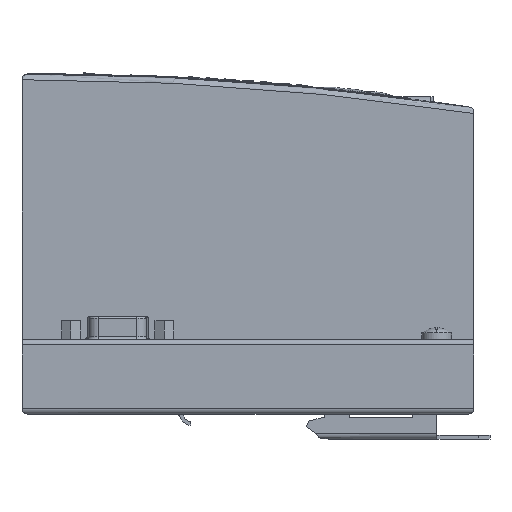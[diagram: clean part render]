
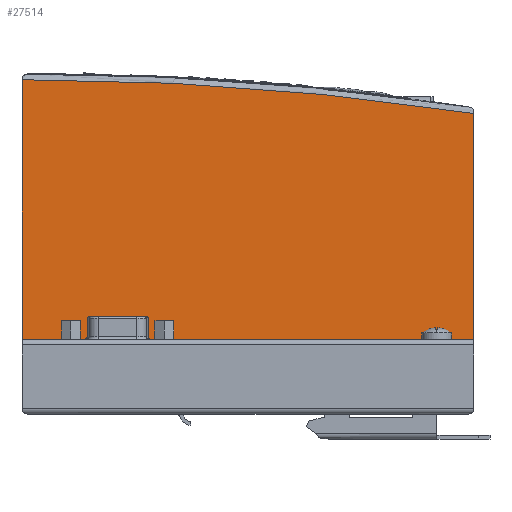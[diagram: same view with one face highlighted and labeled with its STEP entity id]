
A CAD part, left-side view. The second image highlights one B-rep face of the part: STEP entity #27514.
In plain terms, the highlighted planar face has unit normal (-1, 0, 0).
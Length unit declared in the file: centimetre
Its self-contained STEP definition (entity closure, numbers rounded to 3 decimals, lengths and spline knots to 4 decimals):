
#1242=PLANE('',#29473);
#2819=VECTOR('',#33799,1.);
#2822=VECTOR('',#33803,1.);
#2823=VECTOR('',#33806,1.);
#5629=LINE('',#41657,#2819);
#5632=LINE('',#41663,#2822);
#5633=LINE('',#41667,#2823);
#8395=VERTEX_POINT('',#41652);
#8396=VERTEX_POINT('',#41654);
#8397=VERTEX_POINT('',#41658);
#8399=VERTEX_POINT('',#41664);
#8400=VERTEX_POINT('',#41666);
#8401=VERTEX_POINT('',#41668);
#10626=CIRCLE('',#29471,0.15);
#10627=CIRCLE('',#29474,79.85);
#10628=CIRCLE('',#29475,0.15);
#12653=EDGE_CURVE('',#8395,#8396,#10626,.T.);
#12655=EDGE_CURVE('',#8396,#8397,#5629,.T.);
#12658=EDGE_CURVE('',#8399,#8395,#5632,.T.);
#12659=EDGE_CURVE('',#8400,#8399,#10627,.T.);
#12660=EDGE_CURVE('',#8401,#8400,#5633,.T.);
#12661=EDGE_CURVE('',#8397,#8401,#10628,.T.);
#17972=ORIENTED_EDGE('',*,*,#12653,.F.);
#17973=ORIENTED_EDGE('',*,*,#12658,.F.);
#17974=ORIENTED_EDGE('',*,*,#12659,.F.);
#17975=ORIENTED_EDGE('',*,*,#12660,.F.);
#17976=ORIENTED_EDGE('',*,*,#12661,.F.);
#17977=ORIENTED_EDGE('',*,*,#12655,.F.);
#24207=EDGE_LOOP('',(#17972,#17973,#17974,#17975,#17976,#17977));
#25874=FACE_BOUND('',#24207,.T.);
#27514=ADVANCED_FACE('',(#25874),#1242,.F.);
#29471=AXIS2_PLACEMENT_3D('',#41653,#33795,#33796);
#29473=AXIS2_PLACEMENT_3D('',#41662,#33802,$);
#29474=AXIS2_PLACEMENT_3D('',#41665,#33804,#33805);
#29475=AXIS2_PLACEMENT_3D('',#41669,#33807,#33808);
#33795=DIRECTION('',(1.,0.,0.));
#33796=DIRECTION('',(0.,-0.106,-0.106));
#33799=DIRECTION('',(0.,1.,0.));
#33802=DIRECTION('',(1.,0.,0.));
#33803=DIRECTION('',(0.,0.,-1.));
#33804=DIRECTION('',(1.,0.,0.));
#33805=DIRECTION('',(0.,-5.923,79.63));
#33806=DIRECTION('',(0.,0.,1.));
#33807=DIRECTION('',(1.,0.,0.));
#33808=DIRECTION('',(0.,0.106,-0.106));
#41652=CARTESIAN_POINT('',(-2.9,-6.05,0.15));
#41653=CARTESIAN_POINT('',(-2.9,-5.9,0.15));
#41654=CARTESIAN_POINT('',(-2.9,-5.9,0.));
#41657=CARTESIAN_POINT('',(-2.9,-6.05,0.));
#41658=CARTESIAN_POINT('',(-2.9,5.9,0.));
#41662=CARTESIAN_POINT('',(-2.9,0.1281,4.3749));
#41663=CARTESIAN_POINT('',(-2.9,-6.05,8.2));
#41664=CARTESIAN_POINT('',(-2.9,-6.05,8.0483));
#41665=CARTESIAN_POINT('',(-2.9,5.9169,-70.8999));
#41666=CARTESIAN_POINT('',(-2.9,6.05,8.95));
#41667=CARTESIAN_POINT('',(-2.9,6.05,0.));
#41668=CARTESIAN_POINT('',(-2.9,6.05,0.15));
#41669=CARTESIAN_POINT('',(-2.9,5.9,0.15));
